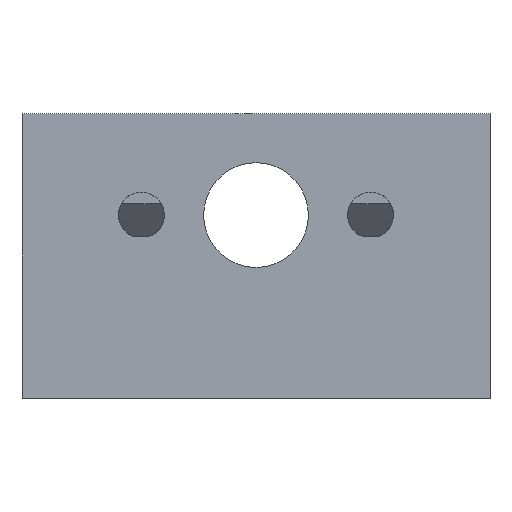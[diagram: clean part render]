
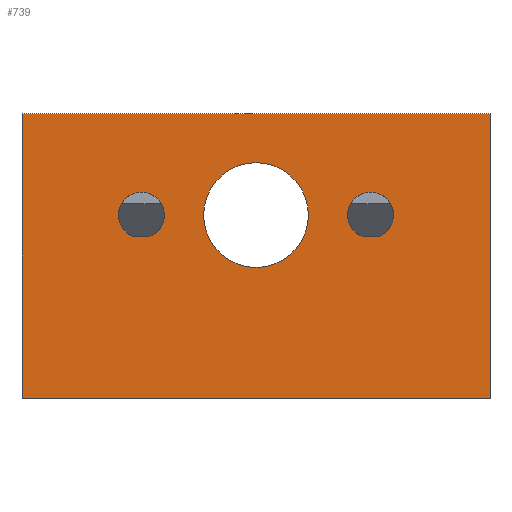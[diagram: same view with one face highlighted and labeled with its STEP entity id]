
A CAD part, front view. The second image highlights one B-rep face of the part: STEP entity #739.
In plain terms, the highlighted planar face has unit normal (0, -1, 0).
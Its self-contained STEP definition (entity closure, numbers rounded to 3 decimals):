
#16=FACE_BOUND('',#111,.T.);
#17=FACE_BOUND('',#112,.T.);
#18=FACE_BOUND('',#113,.T.);
#38=PLANE('',#814);
#69=FACE_OUTER_BOUND('',#110,.T.);
#110=EDGE_LOOP('',(#579,#580,#581,#582));
#111=EDGE_LOOP('',(#583,#584));
#112=EDGE_LOOP('',(#585,#586));
#113=EDGE_LOOP('',(#587));
#165=LINE('',#1155,#236);
#167=LINE('',#1164,#238);
#172=LINE('',#1187,#243);
#175=LINE('',#1192,#246);
#178=LINE('',#1202,#249);
#179=LINE('',#1203,#250);
#236=VECTOR('',#919,10.);
#238=VECTOR('',#927,10.);
#243=VECTOR('',#954,5.7);
#246=VECTOR('',#959,11.3);
#249=VECTOR('',#972,14.3);
#250=VECTOR('',#973,8.7);
#292=CIRCLE('',#801,0.7);
#294=CIRCLE('',#804,0.7);
#297=CIRCLE('',#813,1.6);
#343=VERTEX_POINT('',#1153);
#344=VERTEX_POINT('',#1154);
#347=VERTEX_POINT('',#1162);
#348=VERTEX_POINT('',#1163);
#354=VERTEX_POINT('',#1185);
#355=VERTEX_POINT('',#1186);
#356=VERTEX_POINT('',#1191);
#357=VERTEX_POINT('',#1197);
#358=VERTEX_POINT('',#1201);
#421=EDGE_CURVE('',#343,#344,#165,.T.);
#425=EDGE_CURVE('',#347,#348,#167,.T.);
#429=EDGE_CURVE('',#344,#343,#292,.T.);
#431=EDGE_CURVE('',#348,#347,#294,.T.);
#437=EDGE_CURVE('',#354,#355,#172,.T.);
#440=EDGE_CURVE('',#354,#356,#175,.T.);
#443=EDGE_CURVE('',#357,#357,#297,.T.);
#444=EDGE_CURVE('',#355,#358,#178,.T.);
#445=EDGE_CURVE('',#356,#358,#179,.T.);
#579=ORIENTED_EDGE('',*,*,#437,.T.);
#580=ORIENTED_EDGE('',*,*,#444,.T.);
#581=ORIENTED_EDGE('',*,*,#445,.F.);
#582=ORIENTED_EDGE('',*,*,#440,.F.);
#583=ORIENTED_EDGE('',*,*,#431,.F.);
#584=ORIENTED_EDGE('',*,*,#425,.F.);
#585=ORIENTED_EDGE('',*,*,#429,.F.);
#586=ORIENTED_EDGE('',*,*,#421,.F.);
#587=ORIENTED_EDGE('',*,*,#443,.F.);
#739=ADVANCED_FACE('',(#69,#16,#17,#18),#38,.F.);
#801=AXIS2_PLACEMENT_3D('',#1171,#935,#936);
#804=AXIS2_PLACEMENT_3D('',#1174,#941,#942);
#813=AXIS2_PLACEMENT_3D('',#1199,#968,#969);
#814=AXIS2_PLACEMENT_3D('',#1200,#970,#971);
#919=DIRECTION('',(1.,0.,0.));
#927=DIRECTION('',(1.,0.,0.));
#935=DIRECTION('center_axis',(0.,-1.,0.));
#936=DIRECTION('ref_axis',(0.,0.,1.));
#941=DIRECTION('center_axis',(0.,-1.,0.));
#942=DIRECTION('ref_axis',(0.,0.,-1.));
#954=DIRECTION('',(0.,0.,-1.));
#959=DIRECTION('',(1.,0.,0.));
#968=DIRECTION('center_axis',(0.,-1.,0.));
#969=DIRECTION('ref_axis',(0.,0.,-1.));
#970=DIRECTION('center_axis',(0.,1.,0.));
#971=DIRECTION('ref_axis',(0.,0.,1.));
#972=DIRECTION('',(1.,0.,0.));
#973=DIRECTION('',(0.,0.,-1.));
#1153=CARTESIAN_POINT('',(10.39,0.,4.95));
#1154=CARTESIAN_POINT('',(10.91,0.,4.95));
#1155=CARTESIAN_POINT('',(3.575,0.,4.95));
#1162=CARTESIAN_POINT('',(3.39,0.,4.95));
#1163=CARTESIAN_POINT('',(3.91,0.,4.95));
#1164=CARTESIAN_POINT('',(3.575,0.,4.95));
#1171=CARTESIAN_POINT('Origin',(10.65,0.,5.6));
#1174=CARTESIAN_POINT('Origin',(3.65,0.,5.6));
#1185=CARTESIAN_POINT('',(0.,0.,8.7));
#1186=CARTESIAN_POINT('',(0.,0.,0.));
#1187=CARTESIAN_POINT('',(0.,0.,5.7));
#1191=CARTESIAN_POINT('',(14.3,0.,8.7));
#1192=CARTESIAN_POINT('',(3.,0.,8.7));
#1197=CARTESIAN_POINT('',(7.15,0.,7.2));
#1199=CARTESIAN_POINT('Origin',(7.15,0.,5.6));
#1200=CARTESIAN_POINT('Origin',(0.,0.,8.7));
#1201=CARTESIAN_POINT('',(14.3,0.,0.));
#1202=CARTESIAN_POINT('',(0.,0.,0.));
#1203=CARTESIAN_POINT('',(14.3,0.,8.7));
